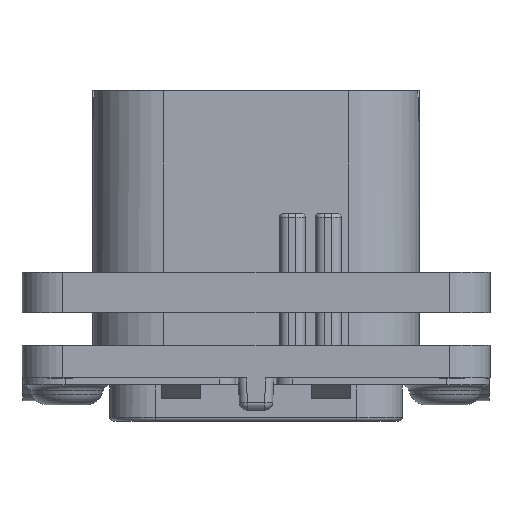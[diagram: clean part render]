
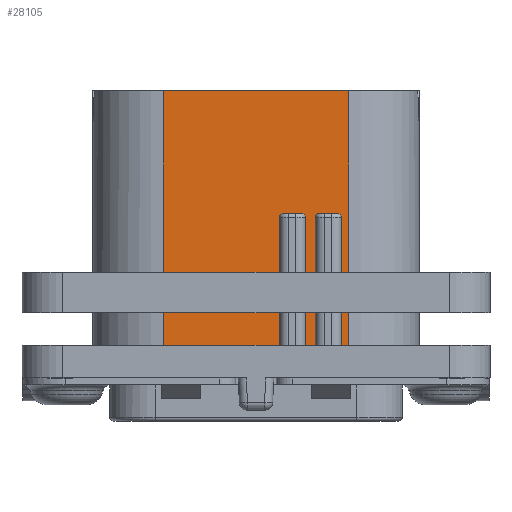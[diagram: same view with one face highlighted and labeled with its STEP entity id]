
A CAD part, front view. The second image highlights one B-rep face of the part: STEP entity #28105.
In plain terms, the highlighted planar face has unit normal (0, -1, 0).
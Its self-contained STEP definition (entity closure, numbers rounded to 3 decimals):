
#1176=DIRECTION('',(1.,0.,0.));
#1177=VECTOR('',#1176,11.4);
#1178=CARTESIAN_POINT('',(-5.7,-9.,17.67));
#1179=LINE('',#1178,#1177);
#5116=DIRECTION('',(1.,0.,0.));
#5117=VECTOR('',#5116,7.14);
#5118=CARTESIAN_POINT('',(-5.7,-9.,2.));
#5119=LINE('',#5118,#5117);
#5128=CARTESIAN_POINT('',(1.69,-9.,9.87));
#5129=DIRECTION('',(0.,1.,0.));
#5130=DIRECTION('',(-1.,0.,0.));
#5131=AXIS2_PLACEMENT_3D('',#5128,#5129,#5130);
#5160=CARTESIAN_POINT('',(2.79,-9.,9.87));
#5161=DIRECTION('',(0.,1.,0.));
#5162=DIRECTION('',(0.,0.,1.));
#5163=AXIS2_PLACEMENT_3D('',#5160,#5161,#5162);
#5173=DIRECTION('',(0.,0.,1.));
#5174=VECTOR('',#5173,7.87);
#5175=CARTESIAN_POINT('',(5.25,-9.,2.));
#5176=LINE('',#5175,#5174);
#5177=DIRECTION('',(1.,0.,0.));
#5178=VECTOR('',#5177,1.1);
#5179=CARTESIAN_POINT('',(3.9,-9.,10.12));
#5180=LINE('',#5179,#5178);
#5181=DIRECTION('',(0.,0.,1.));
#5182=VECTOR('',#5181,7.87);
#5183=CARTESIAN_POINT('',(3.65,-9.,2.));
#5184=LINE('',#5183,#5182);
#5185=DIRECTION('',(0.,0.,1.));
#5186=VECTOR('',#5185,7.87);
#5187=CARTESIAN_POINT('',(3.04,-9.,2.));
#5188=LINE('',#5187,#5186);
#5189=DIRECTION('',(1.,0.,0.));
#5190=VECTOR('',#5189,1.1);
#5191=CARTESIAN_POINT('',(1.69,-9.,10.12));
#5192=LINE('',#5191,#5190);
#5193=DIRECTION('',(0.,0.,1.));
#5194=VECTOR('',#5193,7.87);
#5195=CARTESIAN_POINT('',(1.44,-9.,2.));
#5196=LINE('',#5195,#5194);
#5197=DIRECTION('',(0.,0.,-1.));
#5198=VECTOR('',#5197,15.67);
#5199=CARTESIAN_POINT('',(-5.7,-9.,17.67));
#5200=LINE('',#5199,#5198);
#5201=DIRECTION('',(0.,0.,-1.));
#5202=VECTOR('',#5201,15.67);
#5203=CARTESIAN_POINT('',(5.7,-9.,17.67));
#5204=LINE('',#5203,#5202);
#5218=CARTESIAN_POINT('',(5.,-9.,9.87));
#5219=DIRECTION('',(0.,1.,0.));
#5220=DIRECTION('',(0.,0.,1.));
#5221=AXIS2_PLACEMENT_3D('',#5218,#5219,#5220);
#5260=CARTESIAN_POINT('',(3.9,-9.,9.87));
#5261=DIRECTION('',(0.,1.,0.));
#5262=DIRECTION('',(-1.,0.,0.));
#5263=AXIS2_PLACEMENT_3D('',#5260,#5261,#5262);
#5351=DIRECTION('',(1.,0.,0.));
#5352=VECTOR('',#5351,0.45);
#5353=CARTESIAN_POINT('',(5.25,-9.,2.));
#5354=LINE('',#5353,#5352);
#10917=DIRECTION('',(1.,0.,0.));
#10918=VECTOR('',#10917,0.61);
#10919=CARTESIAN_POINT('',(3.04,-9.,2.));
#10920=LINE('',#10919,#10918);
#17856=CARTESIAN_POINT('',(-5.7,-9.,17.67));
#17857=CARTESIAN_POINT('',(-5.7,-9.,2.));
#17858=VERTEX_POINT('',#17856);
#17859=VERTEX_POINT('',#17857);
#17860=CARTESIAN_POINT('',(5.7,-9.,17.67));
#17861=CARTESIAN_POINT('',(5.7,-9.,2.));
#17862=VERTEX_POINT('',#17860);
#17863=VERTEX_POINT('',#17861);
#18018=CARTESIAN_POINT('',(1.44,-9.,2.));
#18019=VERTEX_POINT('',#18018);
#18020=CARTESIAN_POINT('',(3.04,-9.,2.));
#18021=CARTESIAN_POINT('',(3.65,-9.,2.));
#18022=VERTEX_POINT('',#18020);
#18023=VERTEX_POINT('',#18021);
#18024=CARTESIAN_POINT('',(5.25,-9.,2.));
#18025=VERTEX_POINT('',#18024);
#20505=CARTESIAN_POINT('',(3.04,-9.,9.87));
#20507=VERTEX_POINT('',#20505);
#20509=CARTESIAN_POINT('',(2.79,-9.,10.12));
#20511=VERTEX_POINT('',#20509);
#20532=CARTESIAN_POINT('',(1.69,-9.,10.12));
#20533=VERTEX_POINT('',#20532);
#20534=CARTESIAN_POINT('',(1.44,-9.,9.87));
#20535=VERTEX_POINT('',#20534);
#20537=CARTESIAN_POINT('',(5.25,-9.,9.87));
#20539=VERTEX_POINT('',#20537);
#20541=CARTESIAN_POINT('',(5.,-9.,10.12));
#20543=VERTEX_POINT('',#20541);
#20544=CARTESIAN_POINT('',(3.9,-9.,10.12));
#20546=VERTEX_POINT('',#20544);
#20548=CARTESIAN_POINT('',(3.65,-9.,9.87));
#20550=VERTEX_POINT('',#20548);
#28075=CARTESIAN_POINT('',(-10.05,-9.,2.));
#28076=DIRECTION('',(0.,-1.,0.));
#28077=DIRECTION('',(1.,0.,0.));
#28078=AXIS2_PLACEMENT_3D('',#28075,#28076,#28077);
#28079=PLANE('',#28078);
#28081=ORIENTED_EDGE('',*,*,#28080,.T.);
#28083=ORIENTED_EDGE('',*,*,#28082,.F.);
#28085=ORIENTED_EDGE('',*,*,#28084,.F.);
#28087=ORIENTED_EDGE('',*,*,#28086,.F.);
#28089=ORIENTED_EDGE('',*,*,#28088,.F.);
#28091=ORIENTED_EDGE('',*,*,#28090,.F.);
#28092=ORIENTED_EDGE('',*,*,#28066,.T.);
#28093=ORIENTED_EDGE('',*,*,#28055,.F.);
#28094=ORIENTED_EDGE('',*,*,#28040,.F.);
#28095=ORIENTED_EDGE('',*,*,#28021,.F.);
#28096=ORIENTED_EDGE('',*,*,#28006,.F.);
#28097=ORIENTED_EDGE('',*,*,#27991,.F.);
#28098=ORIENTED_EDGE('',*,*,#22430,.F.);
#28099=ORIENTED_EDGE('',*,*,#22615,.T.);
#28100=ORIENTED_EDGE('',*,*,#22873,.T.);
#28102=ORIENTED_EDGE('',*,*,#28101,.F.);
#28103=EDGE_LOOP('',(#28081,#28083,#28085,#28087,#28089,#28091,#28092,#28093,
#28094,#28095,#28096,#28097,#28098,#28099,#28100,#28102));
#28104=FACE_OUTER_BOUND('',#28103,.F.);
#28105=ADVANCED_FACE('',(#28104),#28079,.T.);
#5132=CIRCLE('',#5131,0.25);
#5164=CIRCLE('',#5163,0.25);
#5222=CIRCLE('',#5221,0.25);
#5264=CIRCLE('',#5263,0.25);
#22430=EDGE_CURVE('',#17858,#17859,#5200,.T.);
#22615=EDGE_CURVE('',#17858,#17862,#1179,.T.);
#22873=EDGE_CURVE('',#17862,#17863,#5204,.T.);
#27991=EDGE_CURVE('',#17859,#18019,#5119,.T.);
#28006=EDGE_CURVE('',#18019,#20535,#5196,.T.);
#28021=EDGE_CURVE('',#20535,#20533,#5132,.T.);
#28040=EDGE_CURVE('',#20533,#20511,#5192,.T.);
#28055=EDGE_CURVE('',#20511,#20507,#5164,.T.);
#28066=EDGE_CURVE('',#18022,#20507,#5188,.T.);
#28080=EDGE_CURVE('',#18025,#20539,#5176,.T.);
#28082=EDGE_CURVE('',#20543,#20539,#5222,.T.);
#28084=EDGE_CURVE('',#20546,#20543,#5180,.T.);
#28086=EDGE_CURVE('',#20550,#20546,#5264,.T.);
#28088=EDGE_CURVE('',#18023,#20550,#5184,.T.);
#28090=EDGE_CURVE('',#18022,#18023,#10920,.T.);
#28101=EDGE_CURVE('',#18025,#17863,#5354,.T.);
